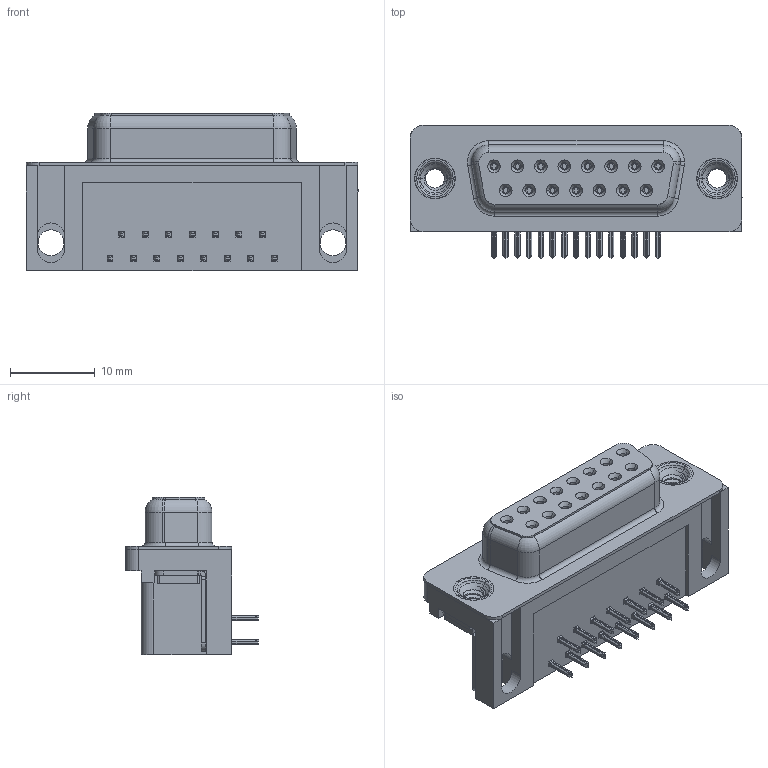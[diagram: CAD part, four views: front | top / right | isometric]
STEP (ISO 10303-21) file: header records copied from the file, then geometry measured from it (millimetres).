
FILE_DESCRIPTION (( 'STEP AP203' ), '1' );
FILE_NAME ('MHDR-15FNS-C1.STEP', '2025-12-10T21:00:19', ( '' ), ( '' ), 'SwSTEP 2.0', 'SolidWorks 2023', '' );
FILE_SCHEMA (( 'CONFIG_CONTROL_DESIGN' ));
Length unit declared in the file: millimetre
Products named in the file (7): MHDR 4-40 Threaded Rivet; MHDR Thru Hole Board Mount; MHDR-15FNS-C1; MHDR Contact Top; MHDR Shell_15 Socket; MHDR Housing_15 Socket; MHDR Socket Bottom
Assembly tree (21 placements, depth 2):
  MHDR-15FNS-C1
    MHDR Housing_15 Socket
    MHDR Shell_15 Socket
    MHDR Socket Bottom  x7
    MHDR Contact Top  x8
    MHDR Thru Hole Board Mount  x2
    MHDR 4-40 Threaded Rivet  x2
Bounding box: 39.22 x 15.73 x 18.6 mm (x, y, z)
Volume: 5305.4 mm3; surface area: 6743.6 mm2
Topology: 21 solids, 21 shells, 2425 faces, 6364 edges, 3996 vertices
Faces by surface type: plane 1072, cylinder 605, bspline 518, cone 192, torus 38
Entity records: 26501 total; most frequent: CARTESIAN_POINT 9015, ORIENTED_EDGE 3532, DIRECTION 3154, EDGE_CURVE 1766, VERTEX_POINT 1124, VECTOR 1086, LINE 1086, AXIS2_PLACEMENT_3D 1034
